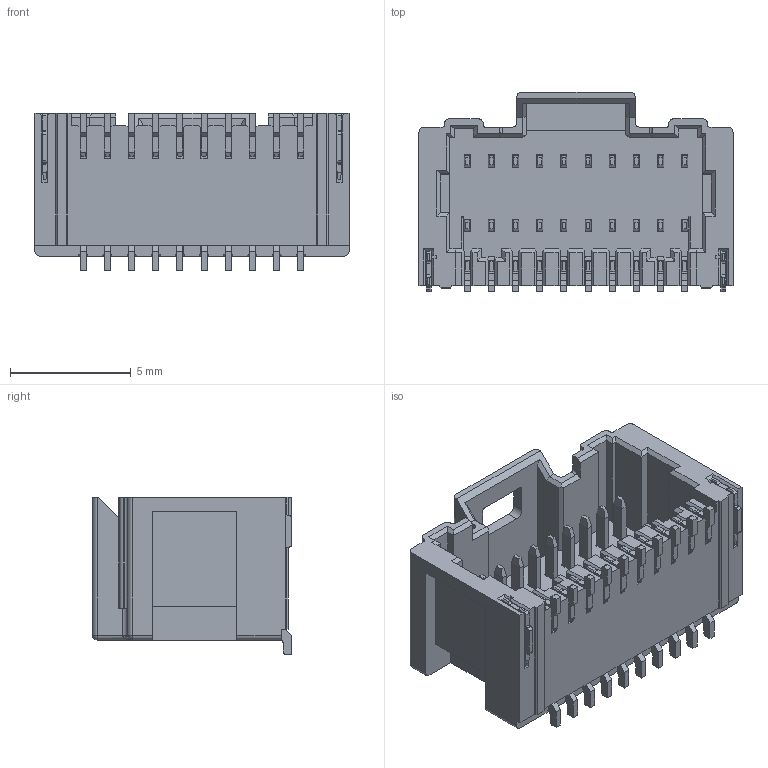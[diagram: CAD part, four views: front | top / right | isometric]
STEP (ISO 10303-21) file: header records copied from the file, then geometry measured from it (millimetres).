
FILE_DESCRIPTION((''),'2;1');
FILE_NAME('S-51445-020XX-XXX','2019-06-12T',('k68538'),(''),'PRO/ENGINEER BY PARAMETRIC TECHNOLOGY CORPORATION, 2009360','PRO/ENGINEER BY PARAMETRIC TECHNOLOGY CORPORATION, 2009360','');
FILE_SCHEMA(('CONFIG_CONTROL_DESIGN'));
Length unit declared in the file: millimetre
Products named in the file (1): S-51445-020XX-XXX
Bounding box: 13 x 8.25 x 6.5 mm (x, y, z)
Volume: 256 mm3; surface area: 1058.8 mm2
Topology: 1 solids, 1 shells, 1448 faces, 3933 edges, 2536 vertices
Faces by surface type: plane 1181, cylinder 261, sphere 4, bspline 2
Entity records: 45080 total; most frequent: CARTESIAN_POINT 8442, ORIENTED_EDGE 7858, DIRECTION 7183, EDGE_CURVE 3929, VECTOR 3299, LINE 3299, VERTEX_POINT 2536, AXIS2_PLACEMENT_3D 1942
